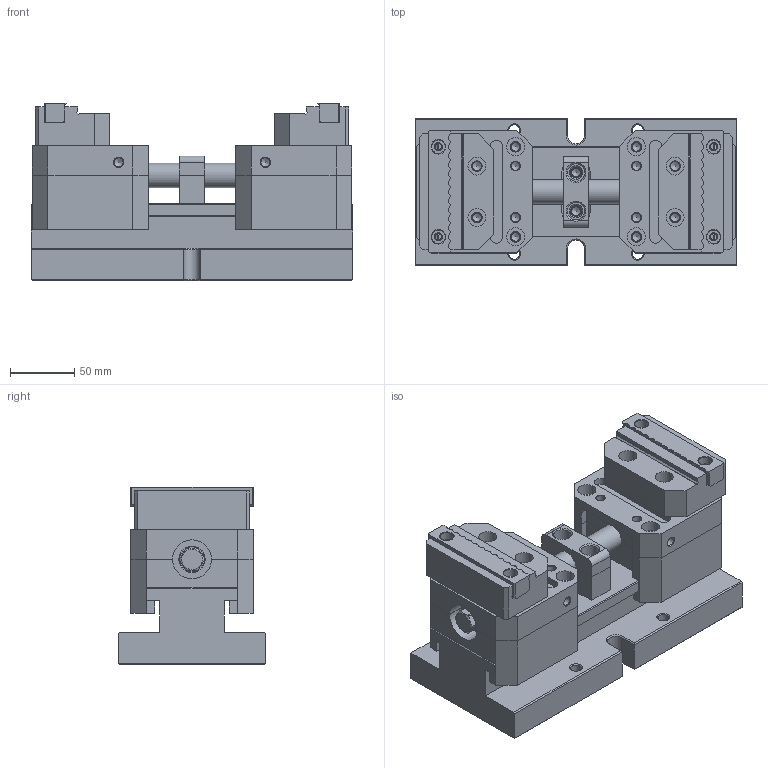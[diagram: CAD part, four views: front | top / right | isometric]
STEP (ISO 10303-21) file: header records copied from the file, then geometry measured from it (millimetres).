
FILE_DESCRIPTION(/* description */ (''),/* implementation_level */ '2;1');
FILE_NAME(/* name */ '24_95A1_Boca_Mordiente_B2_136-196.stp',/* time_stamp */ '2025-10-29T08:49:03+01:00',/* author */ (''),/* organization */ (''),/* preprocessor_version */ 'ST-DEVELOPER v20',/* originating_system */ 'SIEMENS PLM Software NX2406.8100',/* authorisation */ '');
FILE_SCHEMA (('AP203_CONFIGURATION_CONTROLLED_3D_DESIGN_OF_MECHANICAL_PARTS_AND_ASSEMBLIES_MIM_LF { 1 0 10303 403 2 1 2}'));
Length unit declared in the file: millimetre
Products named in the file (1): 24_95A1_Boca_Mordiente_B2_136-196
Bounding box: 250 x 115 x 138.2 mm (x, y, z)
Volume: 2234744.2 mm3; surface area: 357447.4 mm2
Topology: 15 solids, 15 shells, 692 faces, 1799 edges, 1179 vertices
Faces by surface type: plane 356, cylinder 210, cone 117, torus 5, bspline 4
Full cylindrical faces by diameter (mm): 3.3 x4, 4.5 x2, 5 x4, 6.2 x4, 6.8 x28, 7 x2, 8 x8, 8.2 x16, 8.5 x8, 10.5 x4, 13.5 x3, 14 x20, 19 x2, 19.5 x2, 19.7 x1, 20 x1, 22 x2, 29 x1, 30 x1, 34 x1
Entity records: 19825 total; most frequent: CARTESIAN_POINT 3735, DIRECTION 3270, ORIENTED_EDGE 2908, EDGE_CURVE 1454, AXIS2_PLACEMENT_3D 1177, VERTEX_POINT 1098, EDGE_LOOP 1036, LINE 916
